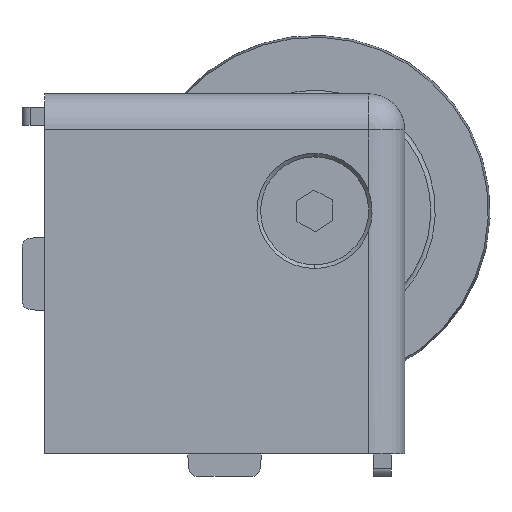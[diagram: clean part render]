
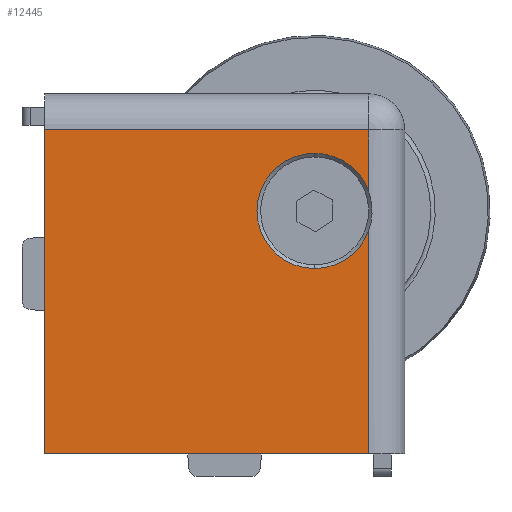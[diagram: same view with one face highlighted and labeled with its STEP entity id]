
A CAD part, front view. The second image highlights one B-rep face of the part: STEP entity #12445.
In plain terms, the highlighted planar face has unit normal (0, -1, 0).
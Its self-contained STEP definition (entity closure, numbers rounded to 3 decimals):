
#6175 = CONICAL_SURFACE('',#6176,3.3,0.785);
#6176 = AXIS2_PLACEMENT_3D('',#6177,#6178,#6179);
#6177 = CARTESIAN_POINT('',(10.,-16.9,7.));
#6178 = DIRECTION('',(0.,-1.,-0.));
#6179 = DIRECTION('',(0.,0.,-1.));
#6191 = VERTEX_POINT('',#6192);
#6192 = CARTESIAN_POINT('',(10.,-20.,0.6));
#6206 = CONICAL_SURFACE('',#6207,3.3,0.785);
#6207 = AXIS2_PLACEMENT_3D('',#6208,#6209,#6210);
#6208 = CARTESIAN_POINT('',(10.,-16.9,7.));
#6209 = DIRECTION('',(0.,-1.,-0.));
#6210 = DIRECTION('',(0.,0.,-1.));
#6218 = EDGE_CURVE('',#6191,#6219,#6221,.T.);
#6219 = VERTEX_POINT('',#6220);
#6220 = CARTESIAN_POINT('',(10.,-20.,13.4));
#6221 = SURFACE_CURVE('',#6222,(#6227,#6234),.PCURVE_S1.);
#6222 = CIRCLE('',#6223,6.4);
#6223 = AXIS2_PLACEMENT_3D('',#6224,#6225,#6226);
#6224 = CARTESIAN_POINT('',(10.,-20.,7.));
#6225 = DIRECTION('',(0.,1.,0.));
#6226 = DIRECTION('',(0.,0.,1.));
#6227 = PCURVE('',#6175,#6228);
#6228 = DEFINITIONAL_REPRESENTATION('',(#6229),#6233);
#6229 = LINE('',#6230,#6231);
#6230 = CARTESIAN_POINT('',(9.425,3.1));
#6231 = VECTOR('',#6232,1.);
#6232 = DIRECTION('',(-1.,0.));
#6233 = ( GEOMETRIC_REPRESENTATION_CONTEXT(2) 
PARAMETRIC_REPRESENTATION_CONTEXT() REPRESENTATION_CONTEXT('2D SPACE',''
  ) );
#6234 = PCURVE('',#6235,#6240);
#6235 = PLANE('',#6236);
#6236 = AXIS2_PLACEMENT_3D('',#6237,#6238,#6239);
#6237 = CARTESIAN_POINT('',(-20.,-20.,20.));
#6238 = DIRECTION('',(-0.,1.,0.));
#6239 = DIRECTION('',(1.,0.,0.));
#6240 = DEFINITIONAL_REPRESENTATION('',(#6241),#6245);
#6241 = CIRCLE('',#6242,6.4);
#6242 = AXIS2_PLACEMENT_2D('',#6243,#6244);
#6243 = CARTESIAN_POINT('',(30.,13.));
#6244 = DIRECTION('',(0.,-1.));
#6245 = ( GEOMETRIC_REPRESENTATION_CONTEXT(2) 
PARAMETRIC_REPRESENTATION_CONTEXT() REPRESENTATION_CONTEXT('2D SPACE',''
  ) );
#7545 = PLANE('',#7546);
#7546 = AXIS2_PLACEMENT_3D('',#7547,#7548,#7549);
#7547 = CARTESIAN_POINT('',(-20.,-20.,-20.));
#7548 = DIRECTION('',(-0.,0.,1.));
#7549 = DIRECTION('',(1.,0.,0.));
#7631 = PLANE('',#7632);
#7632 = AXIS2_PLACEMENT_3D('',#7633,#7634,#7635);
#7633 = CARTESIAN_POINT('',(-20.,20.,20.));
#7634 = DIRECTION('',(1.,0.,-0.));
#7635 = DIRECTION('',(0.,1.,0.));
#7703 = VERTEX_POINT('',#7704);
#7704 = CARTESIAN_POINT('',(16.,-20.,-20.));
#7723 = CYLINDRICAL_SURFACE('',#7724,4.);
#7724 = AXIS2_PLACEMENT_3D('',#7725,#7726,#7727);
#7725 = CARTESIAN_POINT('',(16.,-16.,20.));
#7726 = DIRECTION('',(0.,0.,1.));
#7727 = DIRECTION('',(-1.,0.,0.));
#7735 = EDGE_CURVE('',#7736,#7703,#7738,.T.);
#7736 = VERTEX_POINT('',#7737);
#7737 = CARTESIAN_POINT('',(-20.,-20.,-20.));
#7738 = SURFACE_CURVE('',#7739,(#7743,#7750),.PCURVE_S1.);
#7739 = LINE('',#7740,#7741);
#7740 = CARTESIAN_POINT('',(-20.,-20.,-20.));
#7741 = VECTOR('',#7742,1.);
#7742 = DIRECTION('',(1.,0.,0.));
#7743 = PCURVE('',#7545,#7744);
#7744 = DEFINITIONAL_REPRESENTATION('',(#7745),#7749);
#7745 = LINE('',#7746,#7747);
#7746 = CARTESIAN_POINT('',(0.,0.));
#7747 = VECTOR('',#7748,1.);
#7748 = DIRECTION('',(1.,0.));
#7749 = ( GEOMETRIC_REPRESENTATION_CONTEXT(2) 
PARAMETRIC_REPRESENTATION_CONTEXT() REPRESENTATION_CONTEXT('2D SPACE',''
  ) );
#7750 = PCURVE('',#6235,#7751);
#7751 = DEFINITIONAL_REPRESENTATION('',(#7752),#7756);
#7752 = LINE('',#7753,#7754);
#7753 = CARTESIAN_POINT('',(0.,40.));
#7754 = VECTOR('',#7755,1.);
#7755 = DIRECTION('',(1.,0.));
#7756 = ( GEOMETRIC_REPRESENTATION_CONTEXT(2) 
PARAMETRIC_REPRESENTATION_CONTEXT() REPRESENTATION_CONTEXT('2D SPACE',''
  ) );
#8369 = EDGE_CURVE('',#8370,#7736,#8372,.T.);
#8370 = VERTEX_POINT('',#8371);
#8371 = CARTESIAN_POINT('',(-20.,-20.,16.));
#8372 = SURFACE_CURVE('',#8373,(#8377,#8384),.PCURVE_S1.);
#8373 = LINE('',#8374,#8375);
#8374 = CARTESIAN_POINT('',(-20.,-20.,20.));
#8375 = VECTOR('',#8376,1.);
#8376 = DIRECTION('',(-0.,-0.,-1.));
#8377 = PCURVE('',#7631,#8378);
#8378 = DEFINITIONAL_REPRESENTATION('',(#8379),#8383);
#8379 = LINE('',#8380,#8381);
#8380 = CARTESIAN_POINT('',(-40.,0.));
#8381 = VECTOR('',#8382,1.);
#8382 = DIRECTION('',(0.,-1.));
#8383 = ( GEOMETRIC_REPRESENTATION_CONTEXT(2) 
PARAMETRIC_REPRESENTATION_CONTEXT() REPRESENTATION_CONTEXT('2D SPACE',''
  ) );
#8384 = PCURVE('',#6235,#8385);
#8385 = DEFINITIONAL_REPRESENTATION('',(#8386),#8390);
#8386 = LINE('',#8387,#8388);
#8387 = CARTESIAN_POINT('',(0.,0.));
#8388 = VECTOR('',#8389,1.);
#8389 = DIRECTION('',(0.,1.));
#8390 = ( GEOMETRIC_REPRESENTATION_CONTEXT(2) 
PARAMETRIC_REPRESENTATION_CONTEXT() REPRESENTATION_CONTEXT('2D SPACE',''
  ) );
#8413 = CYLINDRICAL_SURFACE('',#8414,4.);
#8414 = AXIS2_PLACEMENT_3D('',#8415,#8416,#8417);
#8415 = CARTESIAN_POINT('',(-20.,-16.,16.));
#8416 = DIRECTION('',(1.,-0.,0.));
#8417 = DIRECTION('',(0.,0.,1.));
#12445 = ADVANCED_FACE('',(#12446),#6235,.F.);
#12446 = FACE_BOUND('',#12447,.T.);
#12447 = EDGE_LOOP('',(#12448,#12471,#12493,#12494,#12518,#12541,#12562,
    #12563));
#12448 = ORIENTED_EDGE('',*,*,#12449,.T.);
#12449 = EDGE_CURVE('',#7703,#12450,#12452,.T.);
#12450 = VERTEX_POINT('',#12451);
#12451 = CARTESIAN_POINT('',(16.,-20.,4.773));
#12452 = SURFACE_CURVE('',#12453,(#12457,#12464),.PCURVE_S1.);
#12453 = LINE('',#12454,#12455);
#12454 = CARTESIAN_POINT('',(16.,-20.,20.));
#12455 = VECTOR('',#12456,1.);
#12456 = DIRECTION('',(-0.,-0.,1.));
#12457 = PCURVE('',#6235,#12458);
#12458 = DEFINITIONAL_REPRESENTATION('',(#12459),#12463);
#12459 = LINE('',#12460,#12461);
#12460 = CARTESIAN_POINT('',(36.,0.));
#12461 = VECTOR('',#12462,1.);
#12462 = DIRECTION('',(0.,-1.));
#12463 = ( GEOMETRIC_REPRESENTATION_CONTEXT(2) 
PARAMETRIC_REPRESENTATION_CONTEXT() REPRESENTATION_CONTEXT('2D SPACE',''
  ) );
#12464 = PCURVE('',#7723,#12465);
#12465 = DEFINITIONAL_REPRESENTATION('',(#12466),#12470);
#12466 = LINE('',#12467,#12468);
#12467 = CARTESIAN_POINT('',(1.571,0.));
#12468 = VECTOR('',#12469,1.);
#12469 = DIRECTION('',(0.,1.));
#12470 = ( GEOMETRIC_REPRESENTATION_CONTEXT(2) 
PARAMETRIC_REPRESENTATION_CONTEXT() REPRESENTATION_CONTEXT('2D SPACE',''
  ) );
#12471 = ORIENTED_EDGE('',*,*,#12472,.T.);
#12472 = EDGE_CURVE('',#12450,#6191,#12473,.T.);
#12473 = SURFACE_CURVE('',#12474,(#12479,#12486),.PCURVE_S1.);
#12474 = CIRCLE('',#12475,6.4);
#12475 = AXIS2_PLACEMENT_3D('',#12476,#12477,#12478);
#12476 = CARTESIAN_POINT('',(10.,-20.,7.));
#12477 = DIRECTION('',(0.,1.,0.));
#12478 = DIRECTION('',(0.,0.,1.));
#12479 = PCURVE('',#6235,#12480);
#12480 = DEFINITIONAL_REPRESENTATION('',(#12481),#12485);
#12481 = CIRCLE('',#12482,6.4);
#12482 = AXIS2_PLACEMENT_2D('',#12483,#12484);
#12483 = CARTESIAN_POINT('',(30.,13.));
#12484 = DIRECTION('',(0.,-1.));
#12485 = ( GEOMETRIC_REPRESENTATION_CONTEXT(2) 
PARAMETRIC_REPRESENTATION_CONTEXT() REPRESENTATION_CONTEXT('2D SPACE',''
  ) );
#12486 = PCURVE('',#6206,#12487);
#12487 = DEFINITIONAL_REPRESENTATION('',(#12488),#12492);
#12488 = LINE('',#12489,#12490);
#12489 = CARTESIAN_POINT('',(3.142,3.1));
#12490 = VECTOR('',#12491,1.);
#12491 = DIRECTION('',(-1.,0.));
#12492 = ( GEOMETRIC_REPRESENTATION_CONTEXT(2) 
PARAMETRIC_REPRESENTATION_CONTEXT() REPRESENTATION_CONTEXT('2D SPACE',''
  ) );
#12493 = ORIENTED_EDGE('',*,*,#6218,.T.);
#12494 = ORIENTED_EDGE('',*,*,#12495,.T.);
#12495 = EDGE_CURVE('',#6219,#12496,#12498,.T.);
#12496 = VERTEX_POINT('',#12497);
#12497 = CARTESIAN_POINT('',(16.,-20.,9.227));
#12498 = SURFACE_CURVE('',#12499,(#12504,#12511),.PCURVE_S1.);
#12499 = CIRCLE('',#12500,6.4);
#12500 = AXIS2_PLACEMENT_3D('',#12501,#12502,#12503);
#12501 = CARTESIAN_POINT('',(10.,-20.,7.));
#12502 = DIRECTION('',(0.,1.,0.));
#12503 = DIRECTION('',(0.,0.,1.));
#12504 = PCURVE('',#6235,#12505);
#12505 = DEFINITIONAL_REPRESENTATION('',(#12506),#12510);
#12506 = CIRCLE('',#12507,6.4);
#12507 = AXIS2_PLACEMENT_2D('',#12508,#12509);
#12508 = CARTESIAN_POINT('',(30.,13.));
#12509 = DIRECTION('',(0.,-1.));
#12510 = ( GEOMETRIC_REPRESENTATION_CONTEXT(2) 
PARAMETRIC_REPRESENTATION_CONTEXT() REPRESENTATION_CONTEXT('2D SPACE',''
  ) );
#12511 = PCURVE('',#6206,#12512);
#12512 = DEFINITIONAL_REPRESENTATION('',(#12513),#12517);
#12513 = LINE('',#12514,#12515);
#12514 = CARTESIAN_POINT('',(3.142,3.1));
#12515 = VECTOR('',#12516,1.);
#12516 = DIRECTION('',(-1.,0.));
#12517 = ( GEOMETRIC_REPRESENTATION_CONTEXT(2) 
PARAMETRIC_REPRESENTATION_CONTEXT() REPRESENTATION_CONTEXT('2D SPACE',''
  ) );
#12518 = ORIENTED_EDGE('',*,*,#12519,.T.);
#12519 = EDGE_CURVE('',#12496,#12520,#12522,.T.);
#12520 = VERTEX_POINT('',#12521);
#12521 = CARTESIAN_POINT('',(16.,-20.,16.));
#12522 = SURFACE_CURVE('',#12523,(#12527,#12534),.PCURVE_S1.);
#12523 = LINE('',#12524,#12525);
#12524 = CARTESIAN_POINT('',(16.,-20.,20.));
#12525 = VECTOR('',#12526,1.);
#12526 = DIRECTION('',(-0.,-0.,1.));
#12527 = PCURVE('',#6235,#12528);
#12528 = DEFINITIONAL_REPRESENTATION('',(#12529),#12533);
#12529 = LINE('',#12530,#12531);
#12530 = CARTESIAN_POINT('',(36.,0.));
#12531 = VECTOR('',#12532,1.);
#12532 = DIRECTION('',(0.,-1.));
#12533 = ( GEOMETRIC_REPRESENTATION_CONTEXT(2) 
PARAMETRIC_REPRESENTATION_CONTEXT() REPRESENTATION_CONTEXT('2D SPACE',''
  ) );
#12534 = PCURVE('',#7723,#12535);
#12535 = DEFINITIONAL_REPRESENTATION('',(#12536),#12540);
#12536 = LINE('',#12537,#12538);
#12537 = CARTESIAN_POINT('',(1.571,0.));
#12538 = VECTOR('',#12539,1.);
#12539 = DIRECTION('',(0.,1.));
#12540 = ( GEOMETRIC_REPRESENTATION_CONTEXT(2) 
PARAMETRIC_REPRESENTATION_CONTEXT() REPRESENTATION_CONTEXT('2D SPACE',''
  ) );
#12541 = ORIENTED_EDGE('',*,*,#12542,.T.);
#12542 = EDGE_CURVE('',#12520,#8370,#12543,.T.);
#12543 = SURFACE_CURVE('',#12544,(#12548,#12555),.PCURVE_S1.);
#12544 = LINE('',#12545,#12546);
#12545 = CARTESIAN_POINT('',(-20.,-20.,16.));
#12546 = VECTOR('',#12547,1.);
#12547 = DIRECTION('',(-1.,0.,-0.));
#12548 = PCURVE('',#6235,#12549);
#12549 = DEFINITIONAL_REPRESENTATION('',(#12550),#12554);
#12550 = LINE('',#12551,#12552);
#12551 = CARTESIAN_POINT('',(0.,4.));
#12552 = VECTOR('',#12553,1.);
#12553 = DIRECTION('',(-1.,0.));
#12554 = ( GEOMETRIC_REPRESENTATION_CONTEXT(2) 
PARAMETRIC_REPRESENTATION_CONTEXT() REPRESENTATION_CONTEXT('2D SPACE',''
  ) );
#12555 = PCURVE('',#8413,#12556);
#12556 = DEFINITIONAL_REPRESENTATION('',(#12557),#12561);
#12557 = LINE('',#12558,#12559);
#12558 = CARTESIAN_POINT('',(1.571,0.));
#12559 = VECTOR('',#12560,1.);
#12560 = DIRECTION('',(0.,-1.));
#12561 = ( GEOMETRIC_REPRESENTATION_CONTEXT(2) 
PARAMETRIC_REPRESENTATION_CONTEXT() REPRESENTATION_CONTEXT('2D SPACE',''
  ) );
#12562 = ORIENTED_EDGE('',*,*,#8369,.T.);
#12563 = ORIENTED_EDGE('',*,*,#7735,.T.);
